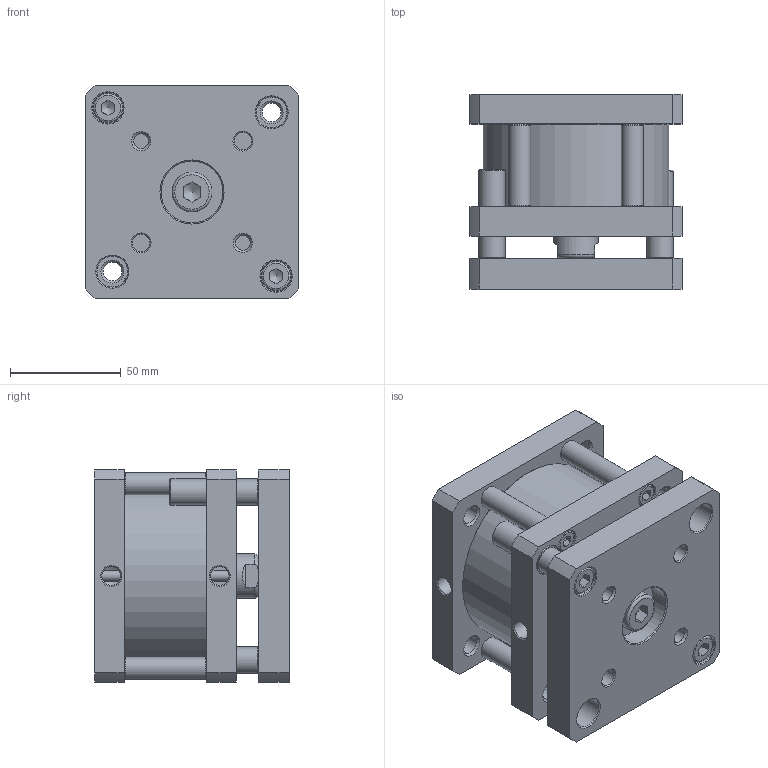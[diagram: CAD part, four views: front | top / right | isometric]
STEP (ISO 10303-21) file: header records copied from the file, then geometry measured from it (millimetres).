
FILE_DESCRIPTION((''),'2;1');
FILE_NAME('XDMA080.010.GS.F.stp','2014-05-19T10:58:15',('carlo.corazza'),(''),'Autodesk Inventor 2012','Autodesk Inventor 2012','');
FILE_SCHEMA(('AUTOMOTIVE_DESIGN { 1 0 10303 214 1 1 1 1 }'));
Length unit declared in the file: millimetre
Products named in the file (8): XDMA080..GS.F; COLONNETTA-010; CORPO-010; STAFFA; STELO-010; TAA; TIRANTE-010; TP
Assembly tree (11 placements, depth 2):
  XDMA080..GS.F
    COLONNETTA-010  x2
    CORPO-010
    STAFFA
    STELO-010
    TAA
    TIRANTE-010  x4
    TP
Bounding box: 96 x 88 x 96 mm (x, y, z)
Volume: 393195.3 mm3; surface area: 118721.5 mm2
Topology: 11 solids, 18 shells, 344 faces, 784 edges, 494 vertices
Faces by surface type: plane 144, cone 103, cylinder 82, torus 15
Full cylindrical faces by diameter (mm): 4.917 x4, 5 x2, 6.647 x4, 6.9 x4, 8 x2, 8.376 x7, 8.566 x2, 9.1 x2, 10 x12, 10.106 x1, 10.5 x8, 12 x2, 13 x2, 14 x6, 18 x1, 20 x1, 20.6 x1, 21.9 x1, 23 x1, 24.8 x1, 25 x1, 28 x1, 80 x1, 84 x1
Entity records: 8593 total; most frequent: CARTESIAN_POINT 1599, DIRECTION 1378, ORIENTED_EDGE 1066, AXIS2_PLACEMENT_3D 580, EDGE_LOOP 550, EDGE_CURVE 533, VERTEX_POINT 423, STYLED_ITEM 325
